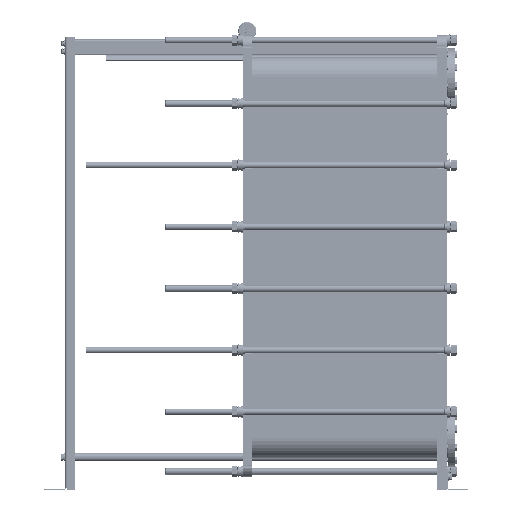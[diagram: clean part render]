
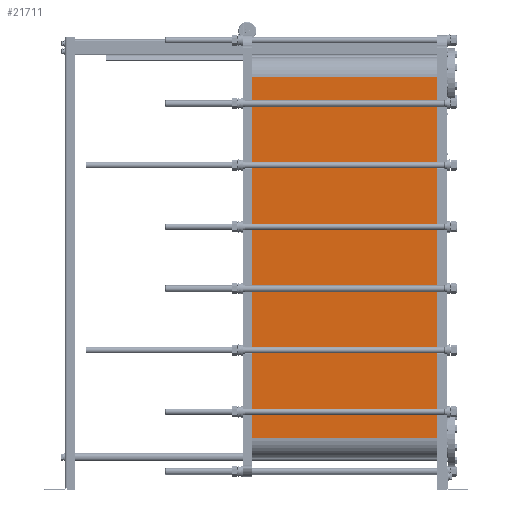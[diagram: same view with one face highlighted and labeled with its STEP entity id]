
A CAD part, front view. The second image highlights one B-rep face of the part: STEP entity #21711.
In plain terms, the highlighted planar face has unit normal (0, -1, 0).
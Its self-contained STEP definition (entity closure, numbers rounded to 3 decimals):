
#21653=CARTESIAN_POINT('',(0.,0.,1439.5));
#21654=VERTEX_POINT('',#21653);
#21662=CARTESIAN_POINT('',(696.,0.,1439.5));
#21663=VERTEX_POINT('',#21662);
#21664=CARTESIAN_POINT('',(696.,0.,1439.5));
#21665=DIRECTION('',(-1.,0.,0.));
#21666=VECTOR('',#21665,696.);
#21667=LINE('',#21664,#21666);
#21668=EDGE_CURVE('',#21663,#21654,#21667,.T.);
#21681=CARTESIAN_POINT('',(696.,0.,77.5));
#21682=DIRECTION('',(0.,1.,0.));
#21683=DIRECTION('',(0.,0.,1.));
#21684=AXIS2_PLACEMENT_3D('',#21681,#21682,#21683);
#21685=PLANE('',#21684);
#21686=CARTESIAN_POINT('',(0.,0.,77.5));
#21687=VERTEX_POINT('',#21686);
#21688=CARTESIAN_POINT('',(0.,0.,1439.5));
#21689=DIRECTION('',(0.,0.,-1.));
#21690=VECTOR('',#21689,1362.);
#21691=LINE('',#21688,#21690);
#21692=EDGE_CURVE('',#21654,#21687,#21691,.T.);
#21693=ORIENTED_EDGE('',*,*,#21692,.T.);
#21694=CARTESIAN_POINT('',(696.,0.,77.5));
#21695=VERTEX_POINT('',#21694);
#21696=CARTESIAN_POINT('',(696.,0.,77.5));
#21697=DIRECTION('',(-1.,0.,0.));
#21698=VECTOR('',#21697,696.);
#21699=LINE('',#21696,#21698);
#21700=EDGE_CURVE('',#21695,#21687,#21699,.T.);
#21701=ORIENTED_EDGE('',*,*,#21700,.F.);
#21702=CARTESIAN_POINT('',(696.,0.,1439.5));
#21703=DIRECTION('',(0.,0.,-1.));
#21704=VECTOR('',#21703,1362.);
#21705=LINE('',#21702,#21704);
#21706=EDGE_CURVE('',#21663,#21695,#21705,.T.);
#21707=ORIENTED_EDGE('',*,*,#21706,.F.);
#21708=ORIENTED_EDGE('',*,*,#21668,.T.);
#21709=EDGE_LOOP('',(#21693,#21701,#21707,#21708));
#21710=FACE_BOUND('',#21709,.T.);
#21711=ADVANCED_FACE('',(#21710),#21685,.F.);
